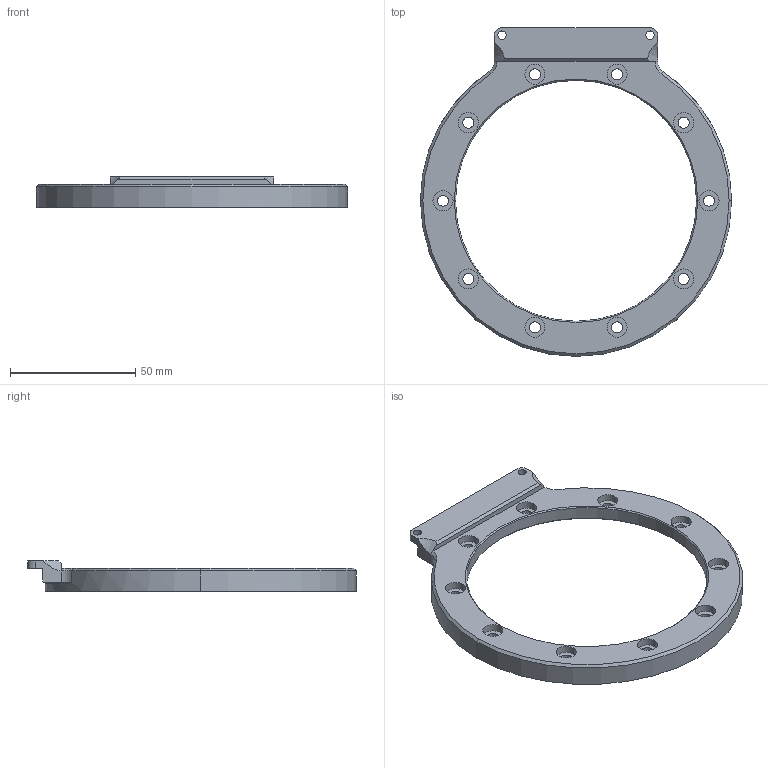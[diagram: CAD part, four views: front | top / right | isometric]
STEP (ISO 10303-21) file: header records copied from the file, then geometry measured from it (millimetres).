
FILE_DESCRIPTION (( 'STEP AP214' ), '1' );
FILE_NAME ('通用连接件扩孔法兰.STEP', '2025-04-21T10:44:49', ( 'Windows User' ), ( 'P R C' ), 'SwSTEP 2.0', 'SolidWorks 2020', '' );
FILE_SCHEMA (( 'AUTOMOTIVE_DESIGN' ));
Length unit declared in the file: millimetre
Products named in the file (1): 通用连接件扩孔法兰
Bounding box: 124 x 131 x 12 mm (x, y, z)
Volume: 33077.7 mm3; surface area: 18275.5 mm2
Topology: 1 solids, 1 shells, 94 faces, 228 edges, 147 vertices
Faces by surface type: cylinder 54, plane 26, cone 14
Entity records: 2912 total; most frequent: DIRECTION 538, CARTESIAN_POINT 510, ORIENTED_EDGE 456, EDGE_CURVE 228, AXIS2_PLACEMENT_3D 221, VERTEX_POINT 147, EDGE_LOOP 131, CIRCLE 126
